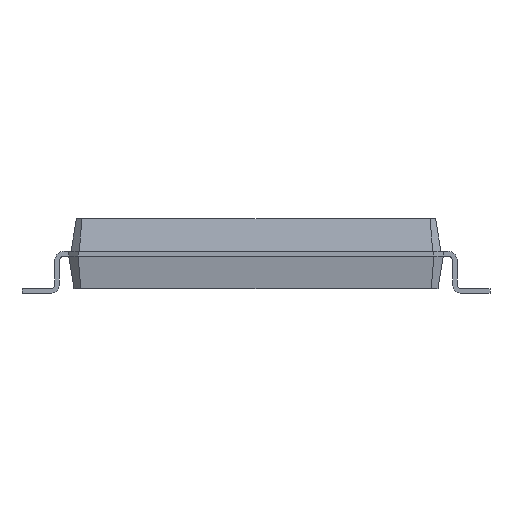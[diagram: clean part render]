
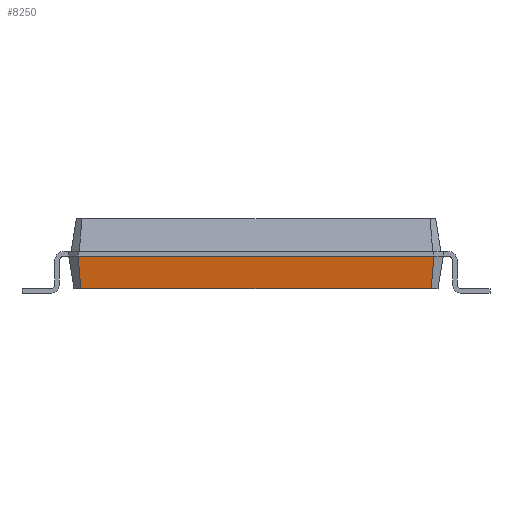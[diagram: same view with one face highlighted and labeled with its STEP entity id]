
A CAD part, front view. The second image highlights one B-rep face of the part: STEP entity #8250.
In plain terms, the highlighted free-form (B-spline) face has degree [1, 1] with [2, 2] control points.
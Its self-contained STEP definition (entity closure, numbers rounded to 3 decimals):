
#772 = PLANE('',#773);
#773 = AXIS2_PLACEMENT_3D('',#774,#775,#776);
#774 = CARTESIAN_POINT('',(-3.745,6.139,0.1));
#775 = DIRECTION('',(0.,-0.,-1.));
#776 = DIRECTION('',(0.521,-0.854,0.));
#799 = B_SPLINE_SURFACE_WITH_KNOTS('',1,1,(
(#800,#801)
,(#802,#803
)),.UNSPECIFIED.,.F.,.F.,.F.,(2,2),(2,2),(0.,0.283),(0.,1.)
,.PIECEWISE_BEZIER_KNOTS.);
#800 = CARTESIAN_POINT('',(3.889,-5.995,0.1));
#801 = CARTESIAN_POINT('',(4.,-6.05,0.8));
#802 = CARTESIAN_POINT('',(3.745,-6.139,0.1));
#803 = CARTESIAN_POINT('',(3.8,-6.25,0.8));
#2631 = VERTEX_POINT('',#2632);
#2632 = CARTESIAN_POINT('',(3.745,-6.139,0.1));
#2652 = EDGE_CURVE('',#2631,#2653,#2655,.T.);
#2653 = VERTEX_POINT('',#2654);
#2654 = CARTESIAN_POINT('',(-3.745,-6.139,0.1));
#2655 = SURFACE_CURVE('',#2656,(#2660,#2667),.PCURVE_S1.);
#2656 = LINE('',#2657,#2658);
#2657 = CARTESIAN_POINT('',(3.745,-6.139,0.1));
#2658 = VECTOR('',#2659,1.);
#2659 = DIRECTION('',(-1.,0.,0.));
#2660 = PCURVE('',#772,#2661);
#2661 = DEFINITIONAL_REPRESENTATION('',(#2662),#2666);
#2662 = LINE('',#2663,#2664);
#2663 = CARTESIAN_POINT('',(14.382,0.));
#2664 = VECTOR('',#2665,1.);
#2665 = DIRECTION('',(-0.521,0.854));
#2666 = ( GEOMETRIC_REPRESENTATION_CONTEXT(2)
PARAMETRIC_REPRESENTATION_CONTEXT() REPRESENTATION_CONTEXT('2D SPACE',''
) );
#2667 = PCURVE('',#2668,#2673);
#2668 = B_SPLINE_SURFACE_WITH_KNOTS('',1,1,(
(#2669,#2670)
,(#2671,#2672
)),.UNSPECIFIED.,.F.,.F.,.F.,(2,2),(2,2),(0.,7.6),(0.,1.),
.PIECEWISE_BEZIER_KNOTS.);
#2669 = CARTESIAN_POINT('',(3.745,-6.139,0.1));
#2670 = CARTESIAN_POINT('',(3.8,-6.25,0.8));
#2671 = CARTESIAN_POINT('',(-3.745,-6.139,0.1));
#2672 = CARTESIAN_POINT('',(-3.8,-6.25,0.8));
#2673 = DEFINITIONAL_REPRESENTATION('',(#2674),#2677);
#2674 = B_SPLINE_CURVE_WITH_KNOTS('',1,(#2675,#2676),.UNSPECIFIED.,.F.,
.F.,(2,2),(0.,7.489),.PIECEWISE_BEZIER_KNOTS.);
#2675 = CARTESIAN_POINT('',(0.,0.));
#2676 = CARTESIAN_POINT('',(7.6,0.));
#2677 = ( GEOMETRIC_REPRESENTATION_CONTEXT(2)
PARAMETRIC_REPRESENTATION_CONTEXT() REPRESENTATION_CONTEXT('2D SPACE',''
) );
#2695 = B_SPLINE_SURFACE_WITH_KNOTS('',1,1,(
(#2696,#2697)
,(#2698,#2699
)),.UNSPECIFIED.,.F.,.F.,.F.,(2,2),(2,2),(0.,0.283),(0.,1.)
,.PIECEWISE_BEZIER_KNOTS.);
#2696 = CARTESIAN_POINT('',(-3.745,-6.139,0.1));
#2697 = CARTESIAN_POINT('',(-3.8,-6.25,0.8));
#2698 = CARTESIAN_POINT('',(-3.889,-5.995,0.1));
#2699 = CARTESIAN_POINT('',(-4.,-6.05,0.8));
#2762 = EDGE_CURVE('',#2631,#2763,#2765,.T.);
#2763 = VERTEX_POINT('',#2764);
#2764 = CARTESIAN_POINT('',(3.8,-6.25,0.8));
#2765 = SURFACE_CURVE('',#2766,(#2769,#2776),.PCURVE_S1.);
#2766 = B_SPLINE_CURVE_WITH_KNOTS('',1,(#2767,#2768),.UNSPECIFIED.,.F.,
.F.,(2,2),(0.,1.),.PIECEWISE_BEZIER_KNOTS.);
#2767 = CARTESIAN_POINT('',(3.745,-6.139,0.1));
#2768 = CARTESIAN_POINT('',(3.8,-6.25,0.8));
#2769 = PCURVE('',#799,#2770);
#2770 = DEFINITIONAL_REPRESENTATION('',(#2771),#2775);
#2771 = LINE('',#2772,#2773);
#2772 = CARTESIAN_POINT('',(0.283,0.));
#2773 = VECTOR('',#2774,1.);
#2774 = DIRECTION('',(0.,1.));
#2775 = ( GEOMETRIC_REPRESENTATION_CONTEXT(2)
PARAMETRIC_REPRESENTATION_CONTEXT() REPRESENTATION_CONTEXT('2D SPACE',''
) );
#2776 = PCURVE('',#2668,#2777);
#2777 = DEFINITIONAL_REPRESENTATION('',(#2778),#2782);
#2778 = LINE('',#2779,#2780);
#2779 = CARTESIAN_POINT('',(0.,0.));
#2780 = VECTOR('',#2781,1.);
#2781 = DIRECTION('',(0.,1.));
#2782 = ( GEOMETRIC_REPRESENTATION_CONTEXT(2)
PARAMETRIC_REPRESENTATION_CONTEXT() REPRESENTATION_CONTEXT('2D SPACE',''
) );
#8250 = ADVANCED_FACE('',(#8251),#2668,.F.);
#8251 = FACE_BOUND('',#8252,.F.);
#8252 = EDGE_LOOP('',(#8253,#8254,#8276,#8302));
#8253 = ORIENTED_EDGE('',*,*,#2652,.T.);
#8254 = ORIENTED_EDGE('',*,*,#8255,.T.);
#8255 = EDGE_CURVE('',#2653,#8256,#8258,.T.);
#8256 = VERTEX_POINT('',#8257);
#8257 = CARTESIAN_POINT('',(-3.8,-6.25,0.8));
#8258 = SURFACE_CURVE('',#8259,(#8262,#8269),.PCURVE_S1.);
#8259 = B_SPLINE_CURVE_WITH_KNOTS('',1,(#8260,#8261),.UNSPECIFIED.,.F.,
.F.,(2,2),(0.,1.),.PIECEWISE_BEZIER_KNOTS.);
#8260 = CARTESIAN_POINT('',(-3.745,-6.139,0.1));
#8261 = CARTESIAN_POINT('',(-3.8,-6.25,0.8));
#8262 = PCURVE('',#2668,#8263);
#8263 = DEFINITIONAL_REPRESENTATION('',(#8264),#8268);
#8264 = LINE('',#8265,#8266);
#8265 = CARTESIAN_POINT('',(7.6,0.));
#8266 = VECTOR('',#8267,1.);
#8267 = DIRECTION('',(0.,1.));
#8268 = ( GEOMETRIC_REPRESENTATION_CONTEXT(2)
PARAMETRIC_REPRESENTATION_CONTEXT() REPRESENTATION_CONTEXT('2D SPACE',''
) );
#8269 = PCURVE('',#2695,#8270);
#8270 = DEFINITIONAL_REPRESENTATION('',(#8271),#8275);
#8271 = LINE('',#8272,#8273);
#8272 = CARTESIAN_POINT('',(0.,0.));
#8273 = VECTOR('',#8274,1.);
#8274 = DIRECTION('',(0.,1.));
#8275 = ( GEOMETRIC_REPRESENTATION_CONTEXT(2)
PARAMETRIC_REPRESENTATION_CONTEXT() REPRESENTATION_CONTEXT('2D SPACE',''
) );
#8276 = ORIENTED_EDGE('',*,*,#8277,.F.);
#8277 = EDGE_CURVE('',#2763,#8256,#8278,.T.);
#8278 = SURFACE_CURVE('',#8279,(#8283,#8290),.PCURVE_S1.);
#8279 = LINE('',#8280,#8281);
#8280 = CARTESIAN_POINT('',(3.8,-6.25,0.8));
#8281 = VECTOR('',#8282,1.);
#8282 = DIRECTION('',(-1.,0.,0.));
#8283 = PCURVE('',#2668,#8284);
#8284 = DEFINITIONAL_REPRESENTATION('',(#8285),#8289);
#8285 = LINE('',#8286,#8287);
#8286 = CARTESIAN_POINT('',(0.,1.));
#8287 = VECTOR('',#8288,1.);
#8288 = DIRECTION('',(1.,0.));
#8289 = ( GEOMETRIC_REPRESENTATION_CONTEXT(2)
PARAMETRIC_REPRESENTATION_CONTEXT() REPRESENTATION_CONTEXT('2D SPACE',''
) );
#8290 = PCURVE('',#8291,#8296);
#8291 = PLANE('',#8292);
#8292 = AXIS2_PLACEMENT_3D('',#8293,#8294,#8295);
#8293 = CARTESIAN_POINT('',(3.8,-6.25,0.9));
#8294 = DIRECTION('',(0.,1.,0.));
#8295 = DIRECTION('',(-1.,0.,0.));
#8296 = DEFINITIONAL_REPRESENTATION('',(#8297),#8301);
#8297 = LINE('',#8298,#8299);
#8298 = CARTESIAN_POINT('',(0.,-0.1));
#8299 = VECTOR('',#8300,1.);
#8300 = DIRECTION('',(1.,0.));
#8301 = ( GEOMETRIC_REPRESENTATION_CONTEXT(2)
PARAMETRIC_REPRESENTATION_CONTEXT() REPRESENTATION_CONTEXT('2D SPACE',''
) );
#8302 = ORIENTED_EDGE('',*,*,#2762,.F.);
